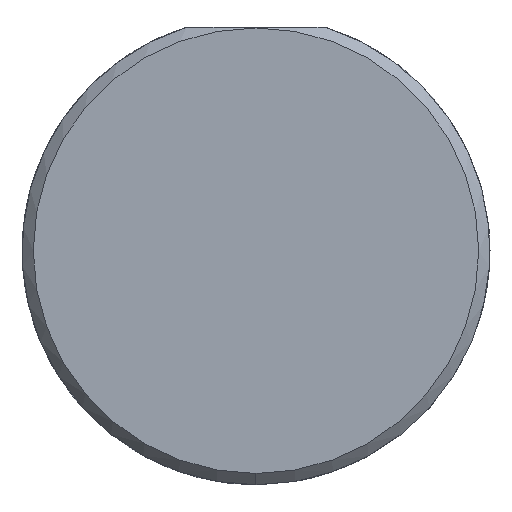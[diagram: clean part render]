
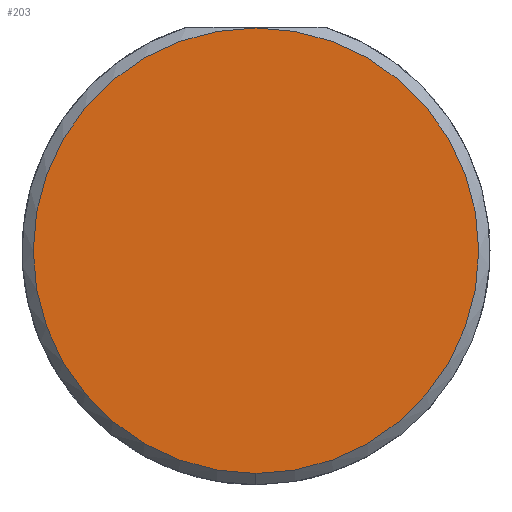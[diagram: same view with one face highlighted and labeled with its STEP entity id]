
A CAD part, left-side view. The second image highlights one B-rep face of the part: STEP entity #203.
In plain terms, the highlighted planar face has unit normal (-1, 0, 0).
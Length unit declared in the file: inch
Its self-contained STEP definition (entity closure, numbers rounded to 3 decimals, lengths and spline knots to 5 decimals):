
#75 = AXIS2_PLACEMENT_3D ( 'NONE', #164, #749, #324 ) ;
#123 = DIRECTION ( 'NONE',  ( 0., 0., -1. ) ) ;
#164 = CARTESIAN_POINT ( 'NONE',  ( 0., 0., 0. ) ) ;
#202 = CARTESIAN_POINT ( 'NONE',  ( 0., 0., 0. ) ) ;
#203 = ADVANCED_FACE ( 'NONE', ( #701 ), #788, .F. ) ;
#218 = DIRECTION ( 'NONE',  ( -1., 0., 0. ) ) ;
#250 = CIRCLE ( 'NONE', #472, 0.29735 ) ;
#253 = EDGE_CURVE ( 'NONE', #405, #872, #250, .T. ) ;
#262 = CARTESIAN_POINT ( 'NONE',  ( 0., 0., -0.29735 ) ) ;
#303 = ORIENTED_EDGE ( 'NONE', *, *, #904, .T. ) ;
#324 = DIRECTION ( 'NONE',  ( 0., 0., -1. ) ) ;
#344 = ORIENTED_EDGE ( 'NONE', *, *, #253, .T. ) ;
#400 = EDGE_LOOP ( 'NONE', ( #303, #344 ) ) ;
#405 = VERTEX_POINT ( 'NONE', #794 ) ;
#472 = AXIS2_PLACEMENT_3D ( 'NONE', #640, #218, #123 ) ;
#483 = DIRECTION ( 'NONE',  ( 1., 0., 0. ) ) ;
#588 = CIRCLE ( 'NONE', #75, 0.29735 ) ;
#640 = CARTESIAN_POINT ( 'NONE',  ( 0., 0., 0. ) ) ;
#644 = DIRECTION ( 'NONE',  ( 0., 0., -1. ) ) ;
#701 = FACE_OUTER_BOUND ( 'NONE', #400, .T. ) ;
#749 = DIRECTION ( 'NONE',  ( -1., 0., 0. ) ) ;
#774 = AXIS2_PLACEMENT_3D ( 'NONE', #202, #483, #644 ) ;
#788 = PLANE ( 'NONE',  #774 ) ;
#794 = CARTESIAN_POINT ( 'NONE',  ( 0., 0., 0.29735 ) ) ;
#872 = VERTEX_POINT ( 'NONE', #262 ) ;
#904 = EDGE_CURVE ( 'NONE', #872, #405, #588, .T. ) ;
